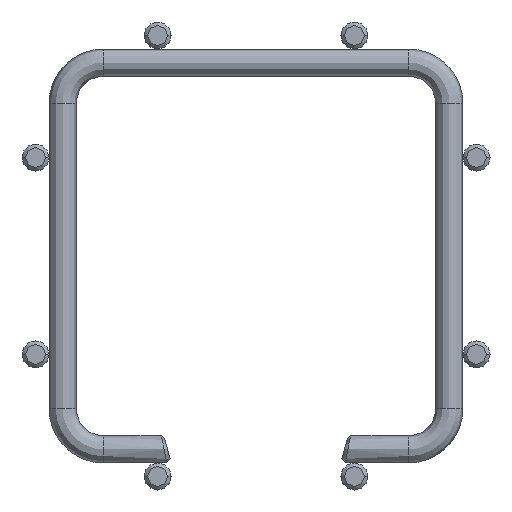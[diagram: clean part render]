
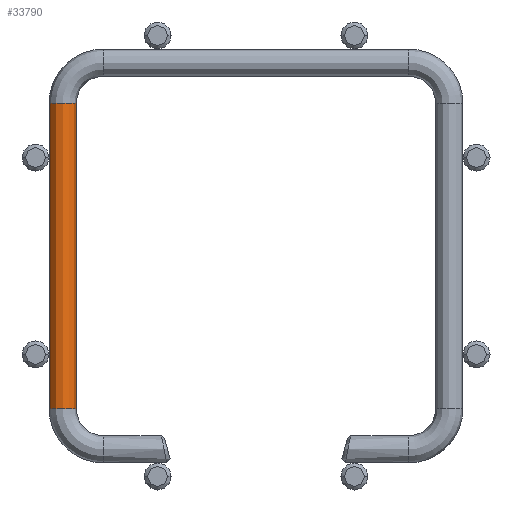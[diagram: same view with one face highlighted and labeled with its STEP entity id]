
A CAD part, front view. The second image highlights one B-rep face of the part: STEP entity #33790.
In plain terms, the highlighted cylindrical face has radius 2 mm (diameter 4 mm), a partial arc.
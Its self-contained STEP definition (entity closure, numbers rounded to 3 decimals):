
#33108=DIRECTION('',(0.,0.,1.));
#33109=VECTOR('',#33108,45.);
#33110=CARTESIAN_POINT('',(-26.5,-3002.,-53.));
#33111=LINE('',#33110,#33109);
#33190=CARTESIAN_POINT('',(-28.5,-3002.,-53.));
#33191=DIRECTION('',(0.,0.,1.));
#33192=DIRECTION('',(-1.,0.,0.));
#33193=AXIS2_PLACEMENT_3D('',#33190,#33191,#33192);
#33195=DIRECTION('',(0.,0.,1.));
#33196=VECTOR('',#33195,45.);
#33197=CARTESIAN_POINT('',(-30.5,-3002.,-53.));
#33198=LINE('',#33197,#33196);
#33199=CARTESIAN_POINT('',(-28.5,-3002.,-8.));
#33200=DIRECTION('',(0.,0.,1.));
#33201=DIRECTION('',(-1.,0.,0.));
#33202=AXIS2_PLACEMENT_3D('',#33199,#33200,#33201);
#33413=CARTESIAN_POINT('',(-26.5,-3002.,-53.));
#33414=CARTESIAN_POINT('',(-30.5,-3002.,-53.));
#33415=VERTEX_POINT('',#33413);
#33416=VERTEX_POINT('',#33414);
#33417=CARTESIAN_POINT('',(-26.5,-3002.,-8.));
#33418=CARTESIAN_POINT('',(-30.5,-3002.,-8.));
#33419=VERTEX_POINT('',#33417);
#33420=VERTEX_POINT('',#33418);
#33778=CARTESIAN_POINT('',(-28.5,-3002.,-53.));
#33779=DIRECTION('',(0.,0.,1.));
#33780=DIRECTION('',(1.,0.,0.));
#33781=AXIS2_PLACEMENT_3D('',#33778,#33779,#33780);
#33782=CYLINDRICAL_SURFACE('',#33781,2.);
#33783=ORIENTED_EDGE('',*,*,#33772,.F.);
#33784=ORIENTED_EDGE('',*,*,#33520,.T.);
#33786=ORIENTED_EDGE('',*,*,#33785,.T.);
#33787=ORIENTED_EDGE('',*,*,#33517,.F.);
#33788=EDGE_LOOP('',(#33783,#33784,#33786,#33787));
#33789=FACE_OUTER_BOUND('',#33788,.F.);
#33790=ADVANCED_FACE('',(#33789),#33782,.T.);
#33194=CIRCLE('',#33193,2.);
#33203=CIRCLE('',#33202,2.);
#33517=EDGE_CURVE('',#33415,#33419,#33111,.T.);
#33520=EDGE_CURVE('',#33416,#33420,#33198,.T.);
#33772=EDGE_CURVE('',#33416,#33415,#33194,.T.);
#33785=EDGE_CURVE('',#33420,#33419,#33203,.T.);
